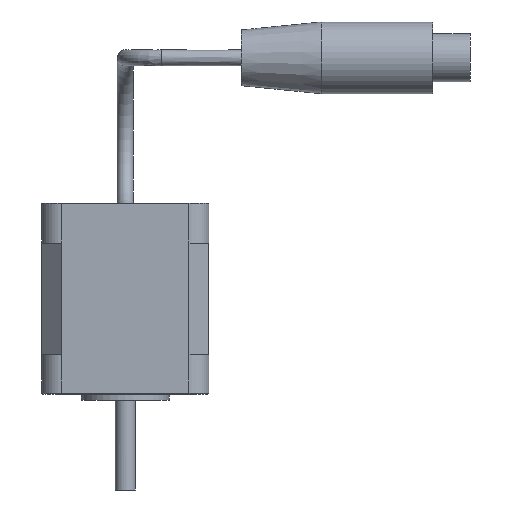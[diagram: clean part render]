
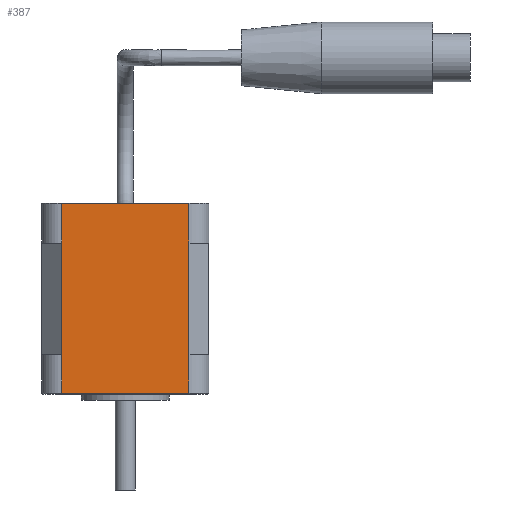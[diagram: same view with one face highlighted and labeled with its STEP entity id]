
A CAD part, front view. The second image highlights one B-rep face of the part: STEP entity #387.
In plain terms, the highlighted planar face has unit normal (0, -1, 0).
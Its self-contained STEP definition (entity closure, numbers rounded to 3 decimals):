
#89=CARTESIAN_POINT('',(16.,-21.0,0.3));
#90=VERTEX_POINT('',#89);
#155=CARTESIAN_POINT('',(-16.,-21.0,0.3));
#156=VERTEX_POINT('',#155);
#172=CARTESIAN_POINT('',(16.,-21.0,0.3));
#173=DIRECTION('',(-1.0,0.0,0.0));
#174=VECTOR('',#173,32.);
#175=LINE('',#172,#174);
#176=EDGE_CURVE('',#90,#156,#175,.T.);
#306=CARTESIAN_POINT('',(-16.,-21.0,10.0));
#307=VERTEX_POINT('',#306);
#308=CARTESIAN_POINT('',(-16.,-21.0,0.3));
#309=DIRECTION('',(0.0,0.0,1.0));
#310=VECTOR('',#309,9.7);
#311=LINE('',#308,#310);
#312=EDGE_CURVE('',#156,#307,#311,.T.);
#332=CARTESIAN_POINT('',(21.,-21.0,0.0));
#333=DIRECTION('',(0.0,-1.0,0.0));
#334=DIRECTION('',(0.0,0.0,-1.0));
#335=AXIS2_PLACEMENT_3D('',#332,#333,#334);
#336=PLANE('',#335);
#337=ORIENTED_EDGE('',*,*,#176,.F.);
#338=CARTESIAN_POINT('',(16.,-21.0,10.0));
#339=VERTEX_POINT('',#338);
#340=CARTESIAN_POINT('',(16.,-21.0,10.0));
#341=DIRECTION('',(0.0,0.0,-1.0));
#342=VECTOR('',#341,9.7);
#343=LINE('',#340,#342);
#344=EDGE_CURVE('',#339,#90,#343,.T.);
#345=ORIENTED_EDGE('',*,*,#344,.F.);
#346=CARTESIAN_POINT('',(16.,-21.0,38.));
#347=VERTEX_POINT('',#346);
#348=CARTESIAN_POINT('',(16.,-21.0,38.));
#349=DIRECTION('',(0.0,0.0,-1.0));
#350=VECTOR('',#349,28.);
#351=LINE('',#348,#350);
#352=EDGE_CURVE('',#347,#339,#351,.T.);
#353=ORIENTED_EDGE('',*,*,#352,.F.);
#354=CARTESIAN_POINT('',(16.,-21.0,48.));
#355=VERTEX_POINT('',#354);
#356=CARTESIAN_POINT('',(16.,-21.0,48.));
#357=DIRECTION('',(0.0,0.0,-1.0));
#358=VECTOR('',#357,10.0);
#359=LINE('',#356,#358);
#360=EDGE_CURVE('',#355,#347,#359,.T.);
#361=ORIENTED_EDGE('',*,*,#360,.F.);
#362=CARTESIAN_POINT('',(-16.,-21.0,48.));
#363=VERTEX_POINT('',#362);
#364=CARTESIAN_POINT('',(-16.,-21.0,48.));
#365=DIRECTION('',(1.0,0.0,0.0));
#366=VECTOR('',#365,32.);
#367=LINE('',#364,#366);
#368=EDGE_CURVE('',#363,#355,#367,.T.);
#369=ORIENTED_EDGE('',*,*,#368,.F.);
#370=CARTESIAN_POINT('',(-16.,-21.0,38.));
#371=VERTEX_POINT('',#370);
#372=CARTESIAN_POINT('',(-16.,-21.0,38.));
#373=DIRECTION('',(0.0,0.0,1.0));
#374=VECTOR('',#373,10.0);
#375=LINE('',#372,#374);
#376=EDGE_CURVE('',#371,#363,#375,.T.);
#377=ORIENTED_EDGE('',*,*,#376,.F.);
#378=CARTESIAN_POINT('',(-16.,-21.0,10.0));
#379=DIRECTION('',(0.0,0.0,1.0));
#380=VECTOR('',#379,28.);
#381=LINE('',#378,#380);
#382=EDGE_CURVE('',#307,#371,#381,.T.);
#383=ORIENTED_EDGE('',*,*,#382,.F.);
#384=ORIENTED_EDGE('',*,*,#312,.F.);
#385=EDGE_LOOP('',(#337,#345,#353,#361,#369,#377,#383,#384));
#386=FACE_OUTER_BOUND('',#385,.T.);
#387=ADVANCED_FACE('',(#386),#336,.T.);
